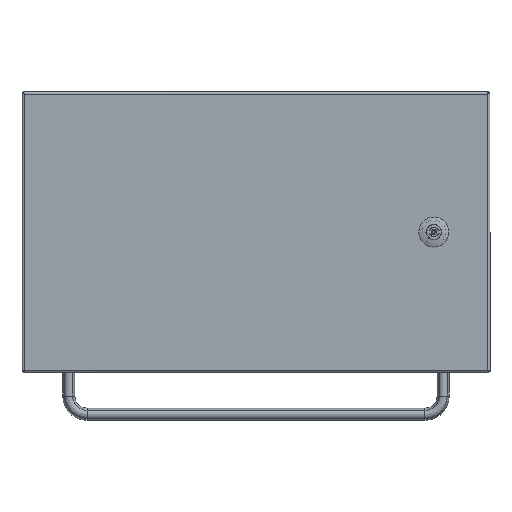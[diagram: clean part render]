
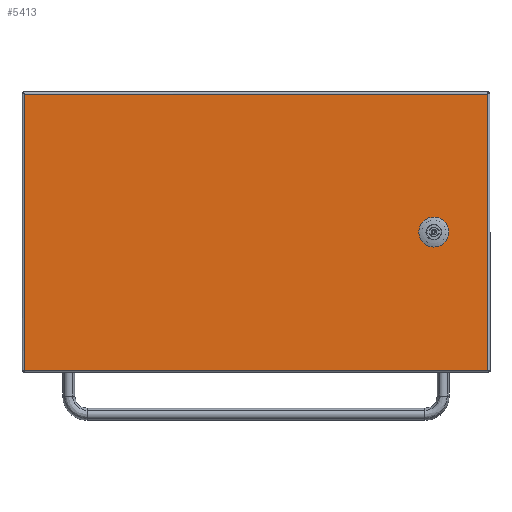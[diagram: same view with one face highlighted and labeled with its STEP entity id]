
A CAD part, top view. The second image highlights one B-rep face of the part: STEP entity #5413.
In plain terms, the highlighted face is planar.
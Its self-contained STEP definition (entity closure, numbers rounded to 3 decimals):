
#406 = ORIENTED_EDGE ( 'NONE', *, *, #32118, .F. ) ;
#542 = DIRECTION ( 'NONE',  ( -1., 0., 0. ) ) ;
#669 = DIRECTION ( 'NONE',  ( 1., 0., 0. ) ) ;
#796 = CIRCLE ( 'NONE', #23703, 11.25 ) ;
#2031 = CARTESIAN_POINT ( 'NONE',  ( -247.5, -147.5, 0. ) ) ;
#2580 = CIRCLE ( 'NONE', #26441, 11.25 ) ;
#2675 = EDGE_CURVE ( 'NONE', #28442, #32172, #9128, .T. ) ;
#3116 = ORIENTED_EDGE ( 'NONE', *, *, #28757, .T. ) ;
#3451 = EDGE_LOOP ( 'NONE', ( #19953, #406, #21009, #22648, #21619, #27780, #10410, #30729 ) ) ;
#3549 = CARTESIAN_POINT ( 'NONE',  ( 195.056, 10.05, 0. ) ) ;
#3752 = FACE_BOUND ( 'NONE', #3451, .T. ) ;
#4145 = CARTESIAN_POINT ( 'NONE',  ( 195.056, -10.05, 0. ) ) ;
#4563 = DIRECTION ( 'NONE',  ( -1., 0., 0. ) ) ;
#4575 = AXIS2_PLACEMENT_3D ( 'NONE', #27931, #14135, #8640 ) ;
#4789 = ORIENTED_EDGE ( 'NONE', *, *, #7452, .T. ) ;
#5123 = CARTESIAN_POINT ( 'NONE',  ( -250., 150., 0. ) ) ;
#5192 = VERTEX_POINT ( 'NONE', #4145 ) ;
#5413 = ADVANCED_FACE ( 'NONE', ( #3752, #10259 ), #24402, .F. ) ;
#6080 = CARTESIAN_POINT ( 'NONE',  ( 200.05, 5.056, 0. ) ) ;
#6676 = DIRECTION ( 'NONE',  ( -1., 0., 0. ) ) ;
#6917 = CARTESIAN_POINT ( 'NONE',  ( 247.5, -147.5, 0. ) ) ;
#6940 = CARTESIAN_POINT ( 'NONE',  ( 195.056, -10.05, 0. ) ) ;
#7019 = DIRECTION ( 'NONE',  ( 1., 0., 0. ) ) ;
#7452 = EDGE_CURVE ( 'NONE', #19198, #22790, #26075, .T. ) ;
#7895 = LINE ( 'NONE', #6940, #10065 ) ;
#8128 = DIRECTION ( 'NONE',  ( 1., 0., 0. ) ) ;
#8159 = VERTEX_POINT ( 'NONE', #11505 ) ;
#8399 = DIRECTION ( 'NONE',  ( 0., -1., 0. ) ) ;
#8640 = DIRECTION ( 'NONE',  ( -1., 0., 0. ) ) ;
#9128 = LINE ( 'NONE', #32709, #33162 ) ;
#9566 = CARTESIAN_POINT ( 'NONE',  ( 190., 0., 0. ) ) ;
#9850 = CARTESIAN_POINT ( 'NONE',  ( 179.95, 5.056, 0. ) ) ;
#9990 = EDGE_CURVE ( 'NONE', #5192, #21459, #7895, .T. ) ;
#10065 = VECTOR ( 'NONE', #13025, 1000. ) ;
#10234 = LINE ( 'NONE', #12279, #29492 ) ;
#10259 = FACE_OUTER_BOUND ( 'NONE', #32284, .T. ) ;
#10410 = ORIENTED_EDGE ( 'NONE', *, *, #17080, .F. ) ;
#11489 = VECTOR ( 'NONE', #29023, 1000. ) ;
#11505 = CARTESIAN_POINT ( 'NONE',  ( 195.056, 10.05, 0. ) ) ;
#12161 = VECTOR ( 'NONE', #8399, 1000. ) ;
#12279 = CARTESIAN_POINT ( 'NONE',  ( -248.743, 147.5, 0. ) ) ;
#13005 = LINE ( 'NONE', #24799, #12161 ) ;
#13025 = DIRECTION ( 'NONE',  ( -1., 0., 0. ) ) ;
#14135 = DIRECTION ( 'NONE',  ( 0., 0., -1. ) ) ;
#14180 = CARTESIAN_POINT ( 'NONE',  ( 179.95, 5.056, 0. ) ) ;
#14819 = CARTESIAN_POINT ( 'NONE',  ( -247.5, 147.5, 0. ) ) ;
#15457 = CARTESIAN_POINT ( 'NONE',  ( 200.05, -5.056, 0. ) ) ;
#15682 = DIRECTION ( 'NONE',  ( 0., 1., 0. ) ) ;
#16136 = EDGE_CURVE ( 'NONE', #8159, #31979, #2580, .T. ) ;
#16330 = CARTESIAN_POINT ( 'NONE',  ( 247.5, 147.5, 0. ) ) ;
#16974 = DIRECTION ( 'NONE',  ( 0., 0., -1. ) ) ;
#17080 = EDGE_CURVE ( 'NONE', #17505, #32593, #22320, .T. ) ;
#17087 = VERTEX_POINT ( 'NONE', #15457 ) ;
#17408 = EDGE_CURVE ( 'NONE', #21459, #17505, #796, .T. ) ;
#17505 = VERTEX_POINT ( 'NONE', #33662 ) ;
#18184 = DIRECTION ( 'NONE',  ( 0., 0., -1. ) ) ;
#18996 = EDGE_CURVE ( 'NONE', #22790, #28442, #10234, .T. ) ;
#19019 = CIRCLE ( 'NONE', #4575, 11.25 ) ;
#19025 = DIRECTION ( 'NONE',  ( 0., 0., 1. ) ) ;
#19097 = LINE ( 'NONE', #29990, #34530 ) ;
#19198 = VERTEX_POINT ( 'NONE', #2031 ) ;
#19953 = ORIENTED_EDGE ( 'NONE', *, *, #9990, .F. ) ;
#20525 = CARTESIAN_POINT ( 'NONE',  ( -247.5, -148.743, 0. ) ) ;
#21009 = ORIENTED_EDGE ( 'NONE', *, *, #33442, .F. ) ;
#21459 = VERTEX_POINT ( 'NONE', #25969 ) ;
#21619 = ORIENTED_EDGE ( 'NONE', *, *, #29976, .F. ) ;
#22320 = LINE ( 'NONE', #9850, #33457 ) ;
#22648 = ORIENTED_EDGE ( 'NONE', *, *, #16136, .F. ) ;
#22790 = VERTEX_POINT ( 'NONE', #14819 ) ;
#23701 = CARTESIAN_POINT ( 'NONE',  ( 190., 0., 0. ) ) ;
#23703 = AXIS2_PLACEMENT_3D ( 'NONE', #25266, #16974, #542 ) ;
#23791 = AXIS2_PLACEMENT_3D ( 'NONE', #5123, #19025, #8128 ) ;
#24402 = PLANE ( 'NONE',  #23791 ) ;
#24600 = ORIENTED_EDGE ( 'NONE', *, *, #18996, .T. ) ;
#24799 = CARTESIAN_POINT ( 'NONE',  ( 200.05, 5.056, 0. ) ) ;
#25020 = AXIS2_PLACEMENT_3D ( 'NONE', #9566, #25736, #6676 ) ;
#25266 = CARTESIAN_POINT ( 'NONE',  ( 190., 0., 0. ) ) ;
#25736 = DIRECTION ( 'NONE',  ( 0., 0., -1. ) ) ;
#25969 = CARTESIAN_POINT ( 'NONE',  ( 184.944, -10.05, 0. ) ) ;
#26075 = LINE ( 'NONE', #20525, #11489 ) ;
#26245 = VERTEX_POINT ( 'NONE', #28909 ) ;
#26441 = AXIS2_PLACEMENT_3D ( 'NONE', #23701, #18184, #34626 ) ;
#27343 = DIRECTION ( 'NONE',  ( 0., -1., 0. ) ) ;
#27780 = ORIENTED_EDGE ( 'NONE', *, *, #33388, .F. ) ;
#27931 = CARTESIAN_POINT ( 'NONE',  ( 190., 0., 0. ) ) ;
#28442 = VERTEX_POINT ( 'NONE', #16330 ) ;
#28757 = EDGE_CURVE ( 'NONE', #32172, #19198, #19097, .T. ) ;
#28909 = CARTESIAN_POINT ( 'NONE',  ( 184.944, 10.05, 0. ) ) ;
#29023 = DIRECTION ( 'NONE',  ( 0., 1., 0. ) ) ;
#29492 = VECTOR ( 'NONE', #7019, 1000. ) ;
#29976 = EDGE_CURVE ( 'NONE', #26245, #8159, #33402, .T. ) ;
#29990 = CARTESIAN_POINT ( 'NONE',  ( 248.743, -147.5, 0. ) ) ;
#30729 = ORIENTED_EDGE ( 'NONE', *, *, #17408, .F. ) ;
#30736 = ORIENTED_EDGE ( 'NONE', *, *, #2675, .T. ) ;
#31979 = VERTEX_POINT ( 'NONE', #6080 ) ;
#32118 = EDGE_CURVE ( 'NONE', #17087, #5192, #33685, .T. ) ;
#32172 = VERTEX_POINT ( 'NONE', #6917 ) ;
#32284 = EDGE_LOOP ( 'NONE', ( #3116, #4789, #24600, #30736 ) ) ;
#32518 = VECTOR ( 'NONE', #669, 1000. ) ;
#32593 = VERTEX_POINT ( 'NONE', #14180 ) ;
#32709 = CARTESIAN_POINT ( 'NONE',  ( 247.5, 148.743, 0. ) ) ;
#33162 = VECTOR ( 'NONE', #27343, 1000. ) ;
#33388 = EDGE_CURVE ( 'NONE', #32593, #26245, #19019, .T. ) ;
#33402 = LINE ( 'NONE', #3549, #32518 ) ;
#33442 = EDGE_CURVE ( 'NONE', #31979, #17087, #13005, .T. ) ;
#33457 = VECTOR ( 'NONE', #15682, 1000. ) ;
#33662 = CARTESIAN_POINT ( 'NONE',  ( 179.95, -5.056, 0. ) ) ;
#33685 = CIRCLE ( 'NONE', #25020, 11.25 ) ;
#34530 = VECTOR ( 'NONE', #4563, 1000. ) ;
#34626 = DIRECTION ( 'NONE',  ( -1., 0., 0. ) ) ;
